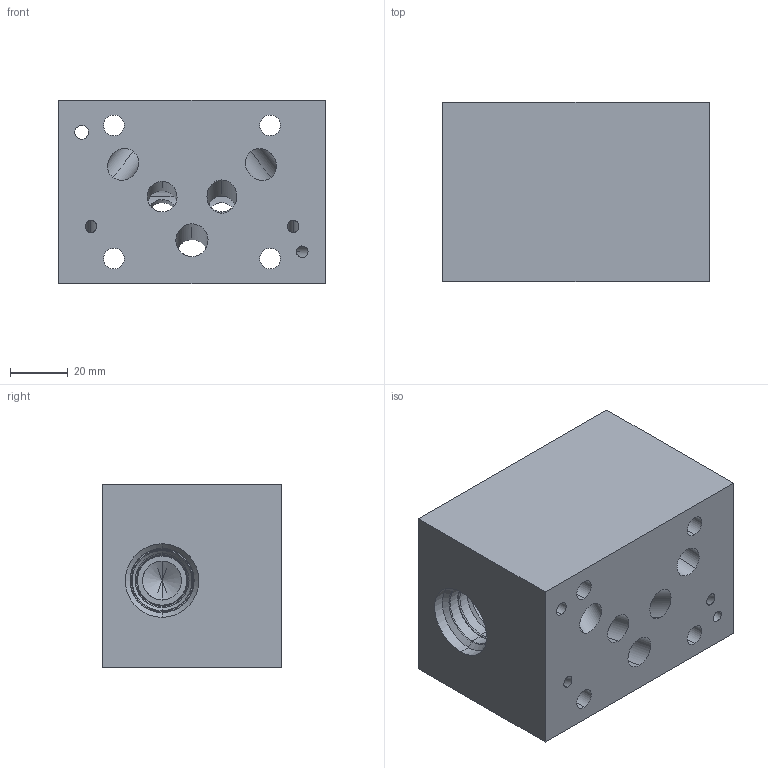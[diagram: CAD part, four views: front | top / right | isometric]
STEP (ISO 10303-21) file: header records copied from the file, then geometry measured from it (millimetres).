
FILE_DESCRIPTION((''),'2;1');
FILE_NAME('CJY_ASM','2020-01-15T',('ProEService'),(''),'PRO/ENGINEER BY PARAMETRIC TECHNOLOGY CORPORATION, 2014200','PRO/ENGINEER BY PARAMETRIC TECHNOLOGY CORPORATION, 2014200','');
FILE_SCHEMA(('CONFIG_CONTROL_DESIGN'));
Length unit declared in the file: inch
Products named in the file (2): 150-718; CJY_ASM
Assembly tree (1 placements, depth 2):
  CJY_ASM
    150-718
Bounding box: 92.08 x 61.93 x 63.5 mm (x, y, z)
Volume: 288475.8 mm3; surface area: 54381 mm2
Topology: 1 solids, 1 shells, 128 faces, 581 edges, 575 vertices
Faces by surface type: cylinder 73, cone 30, plane 10, torus 8, sphere 7
Entity records: 8103 total; most frequent: CARTESIAN_POINT 3671, DIRECTION 875, ORIENTED_EDGE 696, EDGE_CURVE 348, VECTOR 345, LINE 345, AXIS2_PLACEMENT_3D 265, TRIMMED_CURVE 229
